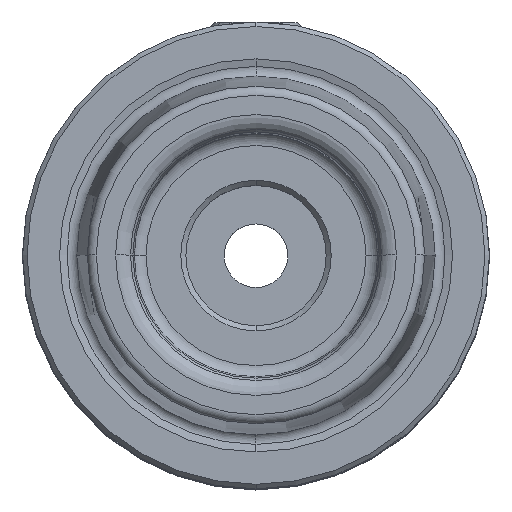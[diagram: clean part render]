
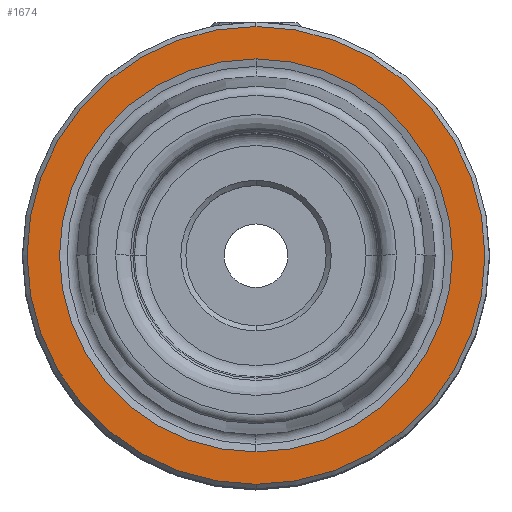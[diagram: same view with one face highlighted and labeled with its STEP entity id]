
A CAD part, top view. The second image highlights one B-rep face of the part: STEP entity #1674.
In plain terms, the highlighted planar face has unit normal (0, 0, 1).
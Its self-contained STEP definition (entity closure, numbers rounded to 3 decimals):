
#956=EDGE_CURVE('NONE',#1988,#2062,#2436,.T.);
#1034=EDGE_CURVE('NONE',#1624,#1680,#2525,.T.);
#1240=EDGE_CURVE('NONE',#1680,#1624,#2764,.T.);
#1254=EDGE_CURVE('NONE',#2062,#1988,#2778,.T.);
#1624=VERTEX_POINT('NONE',#3184);
#1674=ADVANCED_FACE('NONE',(#3239,#3240),#3241,.F.);
#1680=VERTEX_POINT('NONE',#3247);
#1988=VERTEX_POINT('NONE',#3589);
#2062=VERTEX_POINT('NONE',#3670);
#2436=CIRCLE('',#4125,21.026);
#2525=CIRCLE('',#4274,24.495);
#2764=CIRCLE('',#4591,24.495);
#2778=CIRCLE('',#4613,21.026);
#3184=CARTESIAN_POINT('',(0.,24.495,0.));
#3239=FACE_OUTER_BOUND('',#5361,.T.);
#3240=FACE_BOUND('',#5362,.T.);
#3241=PLANE('',#5363);
#3247=CARTESIAN_POINT('',(0.,-24.495,0.));
#3589=CARTESIAN_POINT('',(0.,-21.026,0.));
#3670=CARTESIAN_POINT('',(0.0,21.026,0.));
#4125=AXIS2_PLACEMENT_3D('',#6432,#6433,#6434);
#4274=AXIS2_PLACEMENT_3D('',#6546,#6547,#6548);
#4591=AXIS2_PLACEMENT_3D('',#6901,#6902,#6903);
#4613=AXIS2_PLACEMENT_3D('',#6915,#6916,#6917);
#5361=EDGE_LOOP('',(#7484,#7485));
#5362=EDGE_LOOP('',(#7486,#7487));
#5363=AXIS2_PLACEMENT_3D('',#7488,#7489,#7490);
#6432=CARTESIAN_POINT('',(0.,0.,0.));
#6433=DIRECTION('',(0.0,-0.0,1.0));
#6434=DIRECTION('',(1.0,0.0,0.0));
#6546=CARTESIAN_POINT('',(0.,0.,0.));
#6547=DIRECTION('',(0.0,-0.0,1.0));
#6548=DIRECTION('',(1.0,0.0,0.0));
#6901=CARTESIAN_POINT('',(0.,0.,0.));
#6902=DIRECTION('',(0.0,-0.0,1.0));
#6903=DIRECTION('',(1.0,0.0,0.0));
#6915=CARTESIAN_POINT('',(0.,0.,0.));
#6916=DIRECTION('',(0.0,-0.0,1.0));
#6917=DIRECTION('',(1.0,0.0,0.0));
#7484=ORIENTED_EDGE('',*,*,#1240,.T.);
#7485=ORIENTED_EDGE('',*,*,#1034,.T.);
#7486=ORIENTED_EDGE('',*,*,#1254,.F.);
#7487=ORIENTED_EDGE('',*,*,#956,.F.);
#7488=CARTESIAN_POINT('',(0.0,-19.731,0.));
#7489=DIRECTION('',(0.0,0.0,-1.0));
#7490=DIRECTION('',(0.0,-1.0,0.0));
